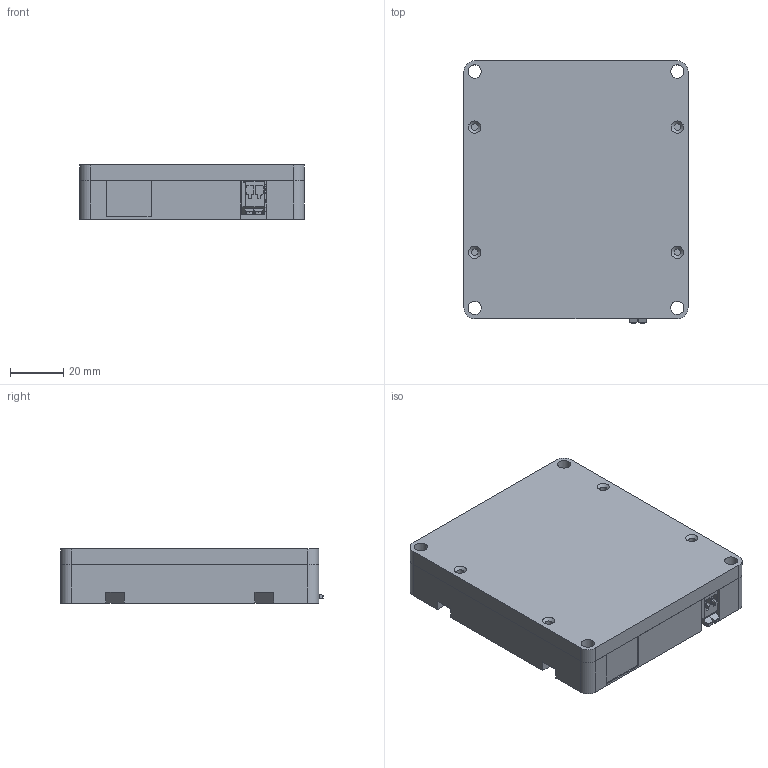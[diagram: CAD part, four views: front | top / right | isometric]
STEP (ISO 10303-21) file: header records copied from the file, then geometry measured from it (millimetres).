
FILE_DESCRIPTION(/* description */ (''),/* implementation_level */ '2;1');
FILE_NAME(/* name */ 'LumaSwitch Assembly Public.step',/* time_stamp */ '2026-01-01T19:52:30-05:00',/* author */ (''),/* organization */ (''),/* preprocessor_version */ 'ST-DEVELOPER v20.1',/* originating_system */ 'Autodesk Translation Framework v14.21.0.0',/* authorisation */ '');
FILE_SCHEMA (('AUTOMOTIVE_DESIGN { 1 0 10303 214 3 1 1 }'));
Length unit declared in the file: millimetre
Products named in the file (5): LumaSwitch Assembly Public; LumaSwitch Enclosure Top Public; Light Diffuser; 2601-1102; LumaSwitch Enclosure Bottom
Assembly tree (7 placements, depth 2):
  LumaSwitch Assembly Public
    LumaSwitch Enclosure Top Public
    Light Diffuser  x4
    2601-1102
    LumaSwitch Enclosure Bottom
Bounding box: 84.4 x 98.82 x 20.4 mm (x, y, z)
Volume: 63203.2 mm3; surface area: 53346.7 mm2
Topology: 10 solids, 10 shells, 628 faces, 1730 edges, 1145 vertices
Faces by surface type: plane 383, cylinder 239, cone 6
Full cylindrical faces by diameter (mm): 0.9 x1, 2.6 x4, 3 x12, 5 x8
Entity records: 19643 total; most frequent: CARTESIAN_POINT 3441, ORIENTED_EDGE 3298, DIRECTION 3286, EDGE_CURVE 1649, LINE 1186, VECTOR 1186, VERTEX_POINT 1091, AXIS2_PLACEMENT_3D 1050
